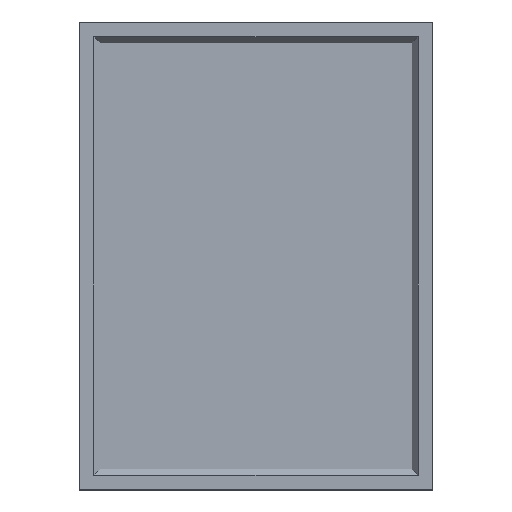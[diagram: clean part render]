
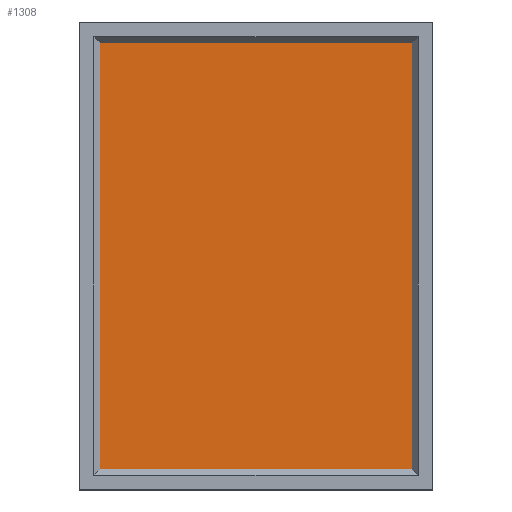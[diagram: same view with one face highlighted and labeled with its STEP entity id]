
A CAD part, top view. The second image highlights one B-rep face of the part: STEP entity #1308.
In plain terms, the highlighted planar face has unit normal (0, 0, 1).
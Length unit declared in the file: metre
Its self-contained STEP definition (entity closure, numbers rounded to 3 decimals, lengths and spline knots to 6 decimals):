
#360=ORIENTED_EDGE('',*,*,#534,.F.);
#361=ORIENTED_EDGE('',*,*,#538,.T.);
#362=ORIENTED_EDGE('',*,*,#541,.T.);
#363=ORIENTED_EDGE('',*,*,#543,.F.);
#534=EDGE_CURVE('',#650,#651,#822,.T.);
#538=EDGE_CURVE('',#650,#653,#826,.T.);
#541=EDGE_CURVE('',#653,#655,#829,.T.);
#543=EDGE_CURVE('',#651,#655,#831,.T.);
#650=VERTEX_POINT('',#2093);
#651=VERTEX_POINT('',#2095);
#653=VERTEX_POINT('',#2101);
#655=VERTEX_POINT('',#2107);
#822=LINE('',#2094,#998);
#826=LINE('',#2102,#1002);
#829=LINE('',#2108,#1005);
#831=LINE('',#2111,#1007);
#998=VECTOR('',#1730,1.);
#1002=VECTOR('',#1736,1.);
#1005=VECTOR('',#1741,1.);
#1007=VECTOR('',#1745,1.);
#1084=EDGE_LOOP('',(#360,#361,#362,#363));
#1162=FACE_BOUND('',#1084,.T.);
#1235=PLANE('',#1420);
#1308=ADVANCED_FACE('',(#1162),#1235,.T.);
#1420=AXIS2_PLACEMENT_3D('',#2112,#1746,#1747);
#1730=DIRECTION('',(-1.,0.,0.));
#1736=DIRECTION('',(0.,1.,0.));
#1741=DIRECTION('',(-1.,0.,0.));
#1745=DIRECTION('',(0.,1.,0.));
#1746=DIRECTION('',(0.,0.,1.));
#1747=DIRECTION('',(1.,0.,0.));
#2093=CARTESIAN_POINT('',(0.073,-0.0975,0.004));
#2094=CARTESIAN_POINT('',(0.,-0.0975,0.004));
#2095=CARTESIAN_POINT('',(-0.073,-0.0975,0.004));
#2101=CARTESIAN_POINT('',(0.073,0.0975,0.004));
#2102=CARTESIAN_POINT('',(0.073,0.,0.004));
#2107=CARTESIAN_POINT('',(-0.073,0.0975,0.004));
#2108=CARTESIAN_POINT('',(0.,0.0975,0.004));
#2111=CARTESIAN_POINT('',(-0.073,0.,0.004));
#2112=CARTESIAN_POINT('',(0.,0.,0.004));
